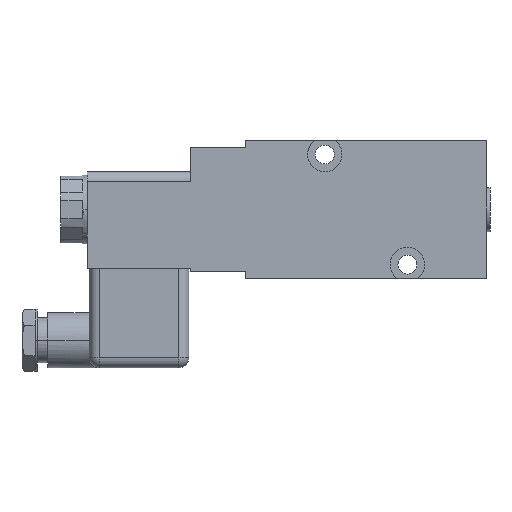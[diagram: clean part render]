
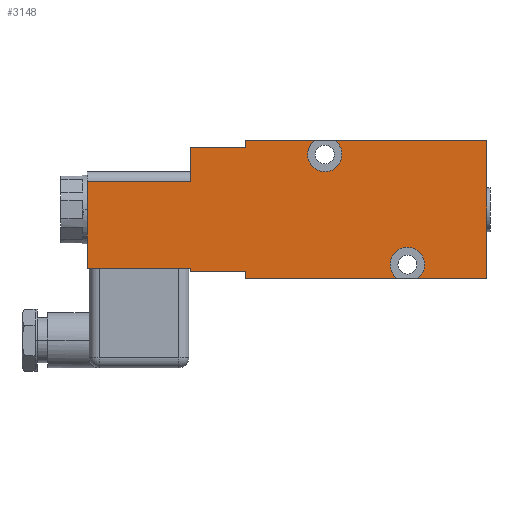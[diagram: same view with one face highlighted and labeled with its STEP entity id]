
A CAD part, top view. The second image highlights one B-rep face of the part: STEP entity #3148.
In plain terms, the highlighted planar face has unit normal (0, 0, 1).
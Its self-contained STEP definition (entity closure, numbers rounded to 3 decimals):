
#129=CIRCLE($,#3557,5.);
#130=CIRCLE($,#3558,5.);
#341=FACE_OUTER_BOUND($,#480,.T.);
#480=EDGE_LOOP($,(#2503,#2504,#2505,#2506,#2507,#2508,#2509,#2510,#2511,
#2512,#2513,#2514,#2515,#2516,#2517,#2518));
#642=LINE($,#4982,#983);
#643=LINE($,#4984,#984);
#644=LINE($,#4986,#985);
#645=LINE($,#4988,#986);
#646=LINE($,#4990,#987);
#647=LINE($,#4992,#988);
#648=LINE($,#4994,#989);
#649=LINE($,#4996,#990);
#650=LINE($,#4998,#991);
#651=LINE($,#5002,#992);
#652=LINE($,#5004,#993);
#653=LINE($,#5006,#994);
#654=LINE($,#5010,#995);
#655=LINE($,#5011,#996);
#983=VECTOR($,#3928,16.);
#984=VECTOR($,#3929,10.);
#985=VECTOR($,#3930,30.);
#986=VECTOR($,#3931,25.);
#987=VECTOR($,#3932,30.);
#988=VECTOR($,#3933,1.);
#989=VECTOR($,#3934,16.);
#990=VECTOR($,#3935,2.);
#991=VECTOR($,#3936,44.);
#992=VECTOR($,#3939,20.);
#993=VECTOR($,#3940,40.);
#994=VECTOR($,#3941,44.);
#995=VECTOR($,#3944,20.);
#996=VECTOR($,#3945,2.);
#1329=VERTEX_POINT($,#4980);
#1330=VERTEX_POINT($,#4981);
#1331=VERTEX_POINT($,#4983);
#1332=VERTEX_POINT($,#4985);
#1333=VERTEX_POINT($,#4987);
#1334=VERTEX_POINT($,#4989);
#1335=VERTEX_POINT($,#4991);
#1336=VERTEX_POINT($,#4993);
#1337=VERTEX_POINT($,#4995);
#1338=VERTEX_POINT($,#4997);
#1339=VERTEX_POINT($,#4999);
#1340=VERTEX_POINT($,#5001);
#1341=VERTEX_POINT($,#5003);
#1342=VERTEX_POINT($,#5005);
#1343=VERTEX_POINT($,#5007);
#1344=VERTEX_POINT($,#5009);
#1916=EDGE_CURVE($,#1329,#1330,#642,.T.);
#1917=EDGE_CURVE($,#1330,#1331,#643,.T.);
#1918=EDGE_CURVE($,#1331,#1332,#644,.T.);
#1919=EDGE_CURVE($,#1332,#1333,#645,.T.);
#1920=EDGE_CURVE($,#1333,#1334,#646,.T.);
#1921=EDGE_CURVE($,#1334,#1335,#647,.T.);
#1922=EDGE_CURVE($,#1335,#1336,#648,.T.);
#1923=EDGE_CURVE($,#1336,#1337,#649,.T.);
#1924=EDGE_CURVE($,#1337,#1338,#650,.T.);
#1925=EDGE_CURVE($,#1338,#1339,#129,.T.);
#1926=EDGE_CURVE($,#1339,#1340,#651,.T.);
#1927=EDGE_CURVE($,#1340,#1341,#652,.T.);
#1928=EDGE_CURVE($,#1341,#1342,#653,.T.);
#1929=EDGE_CURVE($,#1342,#1343,#130,.T.);
#1930=EDGE_CURVE($,#1343,#1344,#654,.T.);
#1931=EDGE_CURVE($,#1344,#1329,#655,.T.);
#2503=ORIENTED_EDGE($,*,*,#1916,.T.);
#2504=ORIENTED_EDGE($,*,*,#1917,.T.);
#2505=ORIENTED_EDGE($,*,*,#1918,.T.);
#2506=ORIENTED_EDGE($,*,*,#1919,.T.);
#2507=ORIENTED_EDGE($,*,*,#1920,.T.);
#2508=ORIENTED_EDGE($,*,*,#1921,.T.);
#2509=ORIENTED_EDGE($,*,*,#1922,.T.);
#2510=ORIENTED_EDGE($,*,*,#1923,.T.);
#2511=ORIENTED_EDGE($,*,*,#1924,.T.);
#2512=ORIENTED_EDGE($,*,*,#1925,.T.);
#2513=ORIENTED_EDGE($,*,*,#1926,.T.);
#2514=ORIENTED_EDGE($,*,*,#1927,.T.);
#2515=ORIENTED_EDGE($,*,*,#1928,.T.);
#2516=ORIENTED_EDGE($,*,*,#1929,.T.);
#2517=ORIENTED_EDGE($,*,*,#1930,.T.);
#2518=ORIENTED_EDGE($,*,*,#1931,.T.);
#3074=PLANE($,#3556);
#3148=ADVANCED_FACE($,(#341),#3074,.T.);
#3556=AXIS2_PLACEMENT_3D($,#4979,#3926,#3927);
#3557=AXIS2_PLACEMENT_3D($,#5000,#3937,#3938);
#3558=AXIS2_PLACEMENT_3D($,#5008,#3942,#3943);
#3926=DIRECTION('center_axis',(0.,0.,1.));
#3927=DIRECTION('ref_axis',(1.,0.,0.));
#3928=DIRECTION($,(-1.,0.,0.));
#3929=DIRECTION($,(0.,-1.,0.));
#3930=DIRECTION($,(-1.,0.,0.));
#3931=DIRECTION($,(0.,-1.,0.));
#3932=DIRECTION($,(1.,0.,0.));
#3933=DIRECTION($,(0.,-1.,0.));
#3934=DIRECTION($,(1.,0.,0.));
#3935=DIRECTION($,(0.,-1.,0.));
#3936=DIRECTION($,(1.,0.,0.));
#3937=DIRECTION('center_axis',(0.,0.,-1.));
#3938=DIRECTION('ref_axis',(-0.6,-0.8,0.));
#3939=DIRECTION($,(1.,0.,0.));
#3940=DIRECTION($,(0.,1.,0.));
#3941=DIRECTION($,(-1.,0.,0.));
#3942=DIRECTION('center_axis',(0.,0.,-1.));
#3943=DIRECTION('ref_axis',(0.6,0.8,0.));
#3944=DIRECTION($,(-1.,0.,0.));
#3945=DIRECTION($,(0.,-1.,0.));
#4979=CARTESIAN_POINT('Origin',(-62.,-43.636,52.311));
#4980=CARTESIAN_POINT('',(-74.,-5.636,52.311));
#4981=CARTESIAN_POINT('',(-90.,-5.636,52.311));
#4982=CARTESIAN_POINT($,(-74.,-5.636,52.311));
#4983=CARTESIAN_POINT('',(-90.,-15.636,52.311));
#4984=CARTESIAN_POINT($,(-90.,-5.636,52.311));
#4985=CARTESIAN_POINT('',(-120.,-15.636,52.311));
#4986=CARTESIAN_POINT($,(-90.,-15.636,52.311));
#4987=CARTESIAN_POINT('',(-120.,-40.636,52.311));
#4988=CARTESIAN_POINT($,(-120.,-15.636,52.311));
#4989=CARTESIAN_POINT('',(-90.,-40.636,52.311));
#4990=CARTESIAN_POINT($,(-120.,-40.636,52.311));
#4991=CARTESIAN_POINT('',(-90.,-41.636,52.311));
#4992=CARTESIAN_POINT($,(-90.,-40.636,52.311));
#4993=CARTESIAN_POINT('',(-74.,-41.636,52.311));
#4994=CARTESIAN_POINT($,(-90.,-41.636,52.311));
#4995=CARTESIAN_POINT('',(-74.,-43.636,52.311));
#4996=CARTESIAN_POINT($,(-74.,-41.636,52.311));
#4997=CARTESIAN_POINT('',(-30.,-43.636,52.311));
#4998=CARTESIAN_POINT($,(-74.,-43.636,52.311));
#4999=CARTESIAN_POINT('',(-24.,-43.636,52.311));
#5000=CARTESIAN_POINT('Origin',(-27.,-39.636,52.311));
#5001=CARTESIAN_POINT('',(-4.,-43.636,52.311));
#5002=CARTESIAN_POINT($,(-24.,-43.636,52.311));
#5003=CARTESIAN_POINT('',(-4.,-3.636,52.311));
#5004=CARTESIAN_POINT($,(-4.,-43.636,52.311));
#5005=CARTESIAN_POINT('',(-48.,-3.636,52.311));
#5006=CARTESIAN_POINT($,(-4.,-3.636,52.311));
#5007=CARTESIAN_POINT('',(-54.,-3.636,52.311));
#5008=CARTESIAN_POINT('Origin',(-51.,-7.636,52.311));
#5009=CARTESIAN_POINT('',(-74.,-3.636,52.311));
#5010=CARTESIAN_POINT($,(-54.,-3.636,52.311));
#5011=CARTESIAN_POINT($,(-74.,-3.636,52.311));
